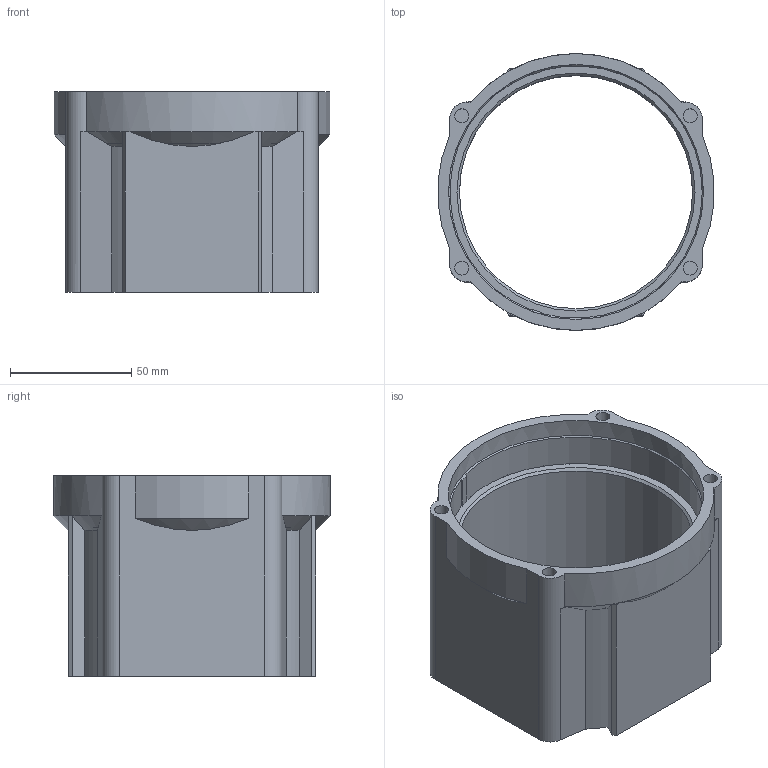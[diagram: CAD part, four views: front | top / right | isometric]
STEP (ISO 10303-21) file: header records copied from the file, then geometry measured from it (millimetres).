
FILE_DESCRIPTION(/* description */ (''),/* implementation_level */ '2;1');
FILE_NAME(/* name */ 'frame_rring0.stp',/* time_stamp */ '2024-06-29T23:08:02-07:00',/* author */ ('aaron'),/* organization */ (''),/* preprocessor_version */ 'ST-DEVELOPER v19.2',/* originating_system */ 'Autodesk Inventor 2023',/* authorisation */ '');
FILE_SCHEMA (('AUTOMOTIVE_DESIGN { 1 0 10303 214 3 1 1 }'));
Length unit declared in the file: millimetre
Products named in the file (1): frame_rring0
Bounding box: 113.59 x 114 x 82.5 mm (x, y, z)
Volume: 161184.8 mm3; surface area: 64467 mm2
Topology: 1 solids, 1 shells, 91 faces, 239 edges, 160 vertices
Faces by surface type: plane 49, cylinder 28, cone 14
Full cylindrical faces by diameter (mm): 5.75 x8, 96 x1, 105 x1
Entity records: 2872 total; most frequent: CARTESIAN_POINT 535, DIRECTION 492, ORIENTED_EDGE 478, EDGE_CURVE 239, AXIS2_PLACEMENT_3D 183, VERTEX_POINT 159, LINE 126, VECTOR 126
